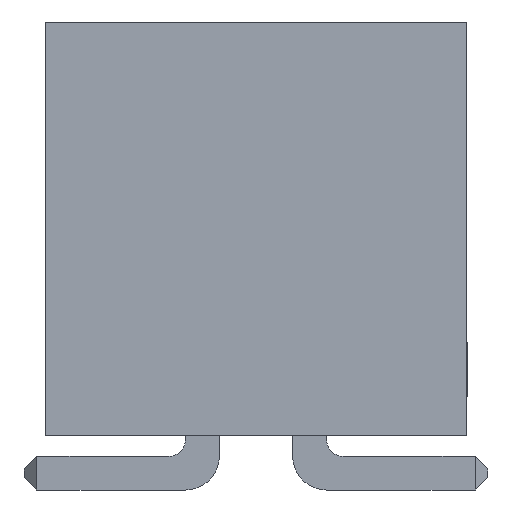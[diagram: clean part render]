
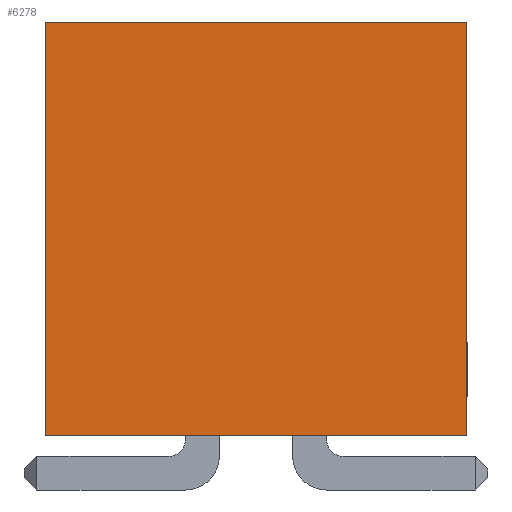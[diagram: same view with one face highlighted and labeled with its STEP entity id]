
A CAD part, left-side view. The second image highlights one B-rep face of the part: STEP entity #6278.
In plain terms, the highlighted planar face has unit normal (-1, 0, 0).
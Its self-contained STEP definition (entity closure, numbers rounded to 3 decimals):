
#418=FACE_OUTER_BOUND('',#794,.T.);
#794=EDGE_LOOP('',(#4285,#4286,#4287,#4288));
#1189=LINE('',#8598,#1911);
#1199=LINE('',#8615,#1921);
#1226=LINE('',#8668,#1948);
#1241=LINE('',#8698,#1963);
#1911=VECTOR('',#7162,10.);
#1921=VECTOR('',#7176,10.);
#1948=VECTOR('',#7223,10.);
#1963=VECTOR('',#7256,10.);
#2622=VERTEX_POINT('',#8595);
#2623=VERTEX_POINT('',#8597);
#2628=VERTEX_POINT('',#8614);
#2644=VERTEX_POINT('',#8666);
#3227=EDGE_CURVE('',#2622,#2623,#1189,.T.);
#3237=EDGE_CURVE('',#2623,#2628,#1199,.T.);
#3264=EDGE_CURVE('',#2644,#2622,#1226,.T.);
#3279=EDGE_CURVE('',#2628,#2644,#1241,.T.);
#4285=ORIENTED_EDGE('',*,*,#3264,.F.);
#4286=ORIENTED_EDGE('',*,*,#3279,.F.);
#4287=ORIENTED_EDGE('',*,*,#3237,.F.);
#4288=ORIENTED_EDGE('',*,*,#3227,.F.);
#6006=PLANE('',#6769);
#6278=ADVANCED_FACE('',(#418),#6006,.T.);
#6769=AXIS2_PLACEMENT_3D('',#8697,#7254,#7255);
#7162=DIRECTION('',(0.,0.,-1.));
#7176=DIRECTION('',(0.,1.,0.));
#7223=DIRECTION('',(0.,-1.,0.));
#7254=DIRECTION('center_axis',(-1.,0.,0.));
#7255=DIRECTION('ref_axis',(0.,0.,1.));
#7256=DIRECTION('',(0.,0.,1.));
#8595=CARTESIAN_POINT('',(-6.35,-2.5,5.55));
#8597=CARTESIAN_POINT('',(-6.35,-2.5,0.65));
#8598=CARTESIAN_POINT('',(-6.35,-2.5,0.65));
#8614=CARTESIAN_POINT('',(-6.35,2.5,0.65));
#8615=CARTESIAN_POINT('',(-6.35,0.,0.65));
#8666=CARTESIAN_POINT('',(-6.35,2.5,5.55));
#8668=CARTESIAN_POINT('',(-6.35,0.,5.55));
#8697=CARTESIAN_POINT('Origin',(-6.35,0.,0.65));
#8698=CARTESIAN_POINT('',(-6.35,2.5,0.65));
